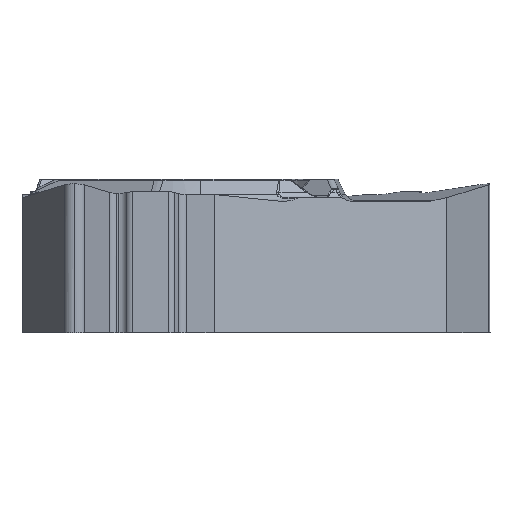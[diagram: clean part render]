
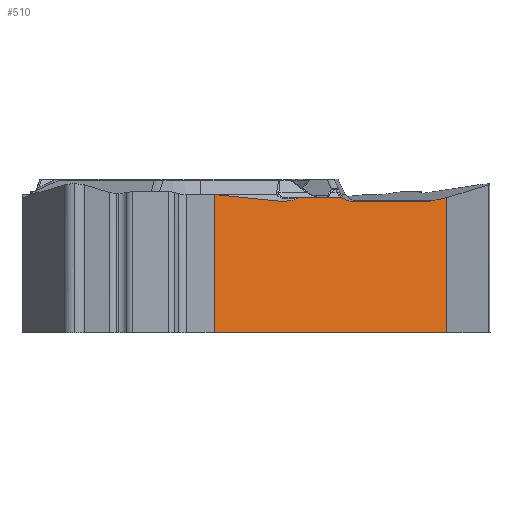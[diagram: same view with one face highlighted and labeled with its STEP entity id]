
A CAD part, front view. The second image highlights one B-rep face of the part: STEP entity #510.
In plain terms, the highlighted planar face has unit normal (0.5, -0.866, 0).
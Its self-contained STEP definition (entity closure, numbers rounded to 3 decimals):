
#230=FACE_OUTER_BOUND('',#807,.T.);
#461=ELLIPSE('',#3876,0.377,0.32);
#462=ELLIPSE('',#3877,0.177,0.15);
#463=ELLIPSE('',#3878,0.3,0.15);
#464=ELLIPSE('',#3879,0.64,0.32);
#510=ADVANCED_FACE('',(#230),#741,.F.);
#741=PLANE('',#3880);
#807=EDGE_LOOP('',(#1257,#1258,#1259,#1260,#1261,#1262,#1263,#1264,#1265,
#1266,#1267,#1268,#1269,#1270));
#1064=CIRCLE('',#3875,0.32);
#1257=ORIENTED_EDGE('',*,*,#2677,.T.);
#1258=ORIENTED_EDGE('',*,*,#2719,.T.);
#1259=ORIENTED_EDGE('',*,*,#2720,.F.);
#1260=ORIENTED_EDGE('',*,*,#2721,.T.);
#1261=ORIENTED_EDGE('',*,*,#2722,.T.);
#1262=ORIENTED_EDGE('',*,*,#2723,.T.);
#1263=ORIENTED_EDGE('',*,*,#2724,.F.);
#1264=ORIENTED_EDGE('',*,*,#2725,.F.);
#1265=ORIENTED_EDGE('',*,*,#2726,.F.);
#1266=ORIENTED_EDGE('',*,*,#2727,.F.);
#1267=ORIENTED_EDGE('',*,*,#2728,.T.);
#1268=ORIENTED_EDGE('',*,*,#2729,.T.);
#1269=ORIENTED_EDGE('',*,*,#2730,.F.);
#1270=ORIENTED_EDGE('',*,*,#2731,.T.);
#2339=VERTEX_POINT('',#5501);
#2340=VERTEX_POINT('',#5503);
#2379=VERTEX_POINT('',#5599);
#2380=VERTEX_POINT('',#5601);
#2381=VERTEX_POINT('',#5603);
#2382=VERTEX_POINT('',#5605);
#2383=VERTEX_POINT('',#5607);
#2384=VERTEX_POINT('',#5609);
#2385=VERTEX_POINT('',#5611);
#2386=VERTEX_POINT('',#5613);
#2387=VERTEX_POINT('',#5621);
#2388=VERTEX_POINT('',#5623);
#2389=VERTEX_POINT('',#5625);
#2390=VERTEX_POINT('',#5627);
#2677=EDGE_CURVE('',#2340,#2339,#3226,.T.);
#2719=EDGE_CURVE('',#2339,#2379,#3248,.T.);
#2720=EDGE_CURVE('',#2380,#2379,#3249,.T.);
#2721=EDGE_CURVE('',#2380,#2381,#1064,.T.);
#2722=EDGE_CURVE('',#2381,#2382,#3250,.T.);
#2723=EDGE_CURVE('',#2382,#2383,#461,.T.);
#2724=EDGE_CURVE('',#2384,#2383,#462,.T.);
#2725=EDGE_CURVE('',#2385,#2384,#3251,.T.);
#2726=EDGE_CURVE('',#2386,#2385,#463,.T.);
#2727=EDGE_CURVE('',#2387,#2386,#3673,.T.);
#2728=EDGE_CURVE('',#2387,#2388,#3252,.T.);
#2729=EDGE_CURVE('',#2388,#2389,#464,.T.);
#2730=EDGE_CURVE('',#2390,#2389,#3253,.T.);
#2731=EDGE_CURVE('',#2390,#2340,#3254,.T.);
#3226=LINE('',#5502,#3451);
#3248=LINE('',#5598,#3473);
#3249=LINE('',#5600,#3474);
#3250=LINE('',#5604,#3475);
#3251=LINE('',#5610,#3476);
#3252=LINE('',#5622,#3477);
#3253=LINE('',#5626,#3478);
#3254=LINE('',#5628,#3479);
#3451=VECTOR('',#4231,1.);
#3473=VECTOR('',#4295,1.);
#3474=VECTOR('',#4296,1.);
#3475=VECTOR('',#4299,1.);
#3476=VECTOR('',#4304,1.);
#3477=VECTOR('',#4307,1.);
#3478=VECTOR('',#4310,1.);
#3479=VECTOR('',#4311,1.);
#3673=B_SPLINE_CURVE_WITH_KNOTS('',3,(#5614,#5615,#5616,#5617,#5618,#5619,
#5620),.UNSPECIFIED.,.F.,.F.,(4,3,4),(0.,0.822,1.),
 .UNSPECIFIED.);
#3875=AXIS2_PLACEMENT_3D('',#5602,#4297,#4298);
#3876=AXIS2_PLACEMENT_3D('',#5606,#4300,#4301);
#3877=AXIS2_PLACEMENT_3D('',#5608,#4302,#4303);
#3878=AXIS2_PLACEMENT_3D('',#5612,#4305,#4306);
#3879=AXIS2_PLACEMENT_3D('',#5624,#4308,#4309);
#3880=AXIS2_PLACEMENT_3D('',#5629,#4312,#4313);
#4231=DIRECTION('',(0.866,0.5,0.));
#4295=DIRECTION('',(0.,0.,1.));
#4296=DIRECTION('',(0.853,0.492,0.174));
#4297=DIRECTION('',(-0.5,0.866,0.));
#4298=DIRECTION('',(-0.866,-0.5,0.));
#4299=DIRECTION('',(-0.866,-0.5,0.));
#4300=DIRECTION('',(-0.5,0.866,0.));
#4301=DIRECTION('',(-0.866,-0.5,0.));
#4302=DIRECTION('',(-0.5,0.866,0.));
#4303=DIRECTION('',(-0.866,-0.5,0.));
#4304=DIRECTION('',(0.866,0.5,0.));
#4305=DIRECTION('',(-0.5,0.866,0.));
#4306=DIRECTION('',(0.866,0.5,0.));
#4307=DIRECTION('',(-0.866,-0.5,0.));
#4308=DIRECTION('',(-0.5,0.866,0.));
#4309=DIRECTION('',(-0.866,-0.5,0.));
#4310=DIRECTION('',(0.863,0.498,-0.088));
#4311=DIRECTION('',(0.,0.,-1.));
#4312=DIRECTION('',(-0.5,0.866,0.));
#4313=DIRECTION('',(0.866,0.5,0.));
#5501=CARTESIAN_POINT('',(6.545,-1.72,-3.97));
#5502=CARTESIAN_POINT('',(8.733,-0.457,-3.97));
#5503=CARTESIAN_POINT('',(0.352,-5.296,-3.97));
#5598=CARTESIAN_POINT('',(6.545,-1.72,0.));
#5599=CARTESIAN_POINT('',(6.545,-1.72,-0.369));
#5600=CARTESIAN_POINT('',(-3.599,-7.577,-2.434));
#5601=CARTESIAN_POINT('',(6.121,-1.965,-0.455));
#5602=CARTESIAN_POINT('',(6.073,-1.993,-0.14));
#5603=CARTESIAN_POINT('',(6.073,-1.993,-0.46));
#5604=CARTESIAN_POINT('',(-3.971,-7.792,-0.46));
#5605=CARTESIAN_POINT('',(4.005,-3.187,-0.46));
#5606=CARTESIAN_POINT('',(4.005,-3.187,-0.14));
#5607=CARTESIAN_POINT('',(3.813,-3.298,-0.399));
#5608=CARTESIAN_POINT('',(3.723,-3.35,-0.52));
#5609=CARTESIAN_POINT('',(3.723,-3.35,-0.37));
#5610=CARTESIAN_POINT('',(-3.971,-7.792,-0.37));
#5611=CARTESIAN_POINT('',(2.693,-3.945,-0.37));
#5612=CARTESIAN_POINT('',(2.693,-3.945,-0.52));
#5613=CARTESIAN_POINT('',(2.538,-4.034,-0.4));
#5614=CARTESIAN_POINT('',(2.222,-4.216,-0.46));
#5615=CARTESIAN_POINT('',(2.31,-4.166,-0.46));
#5616=CARTESIAN_POINT('',(2.399,-4.114,-0.448));
#5617=CARTESIAN_POINT('',(2.483,-4.066,-0.42));
#5618=CARTESIAN_POINT('',(2.502,-4.055,-0.414));
#5619=CARTESIAN_POINT('',(2.52,-4.044,-0.407));
#5620=CARTESIAN_POINT('',(2.538,-4.034,-0.4));
#5621=CARTESIAN_POINT('',(2.222,-4.216,-0.46));
#5622=CARTESIAN_POINT('',(8.733,-0.457,-0.46));
#5623=CARTESIAN_POINT('',(2.141,-4.263,-0.46));
#5624=CARTESIAN_POINT('',(2.141,-4.263,-0.14));
#5625=CARTESIAN_POINT('',(2.045,-4.319,-0.455));
#5626=CARTESIAN_POINT('',(8.647,-0.507,-1.127));
#5627=CARTESIAN_POINT('',(0.352,-5.296,-0.283));
#5628=CARTESIAN_POINT('',(0.352,-5.296,0.));
#5629=CARTESIAN_POINT('',(8.733,-0.457,0.));
